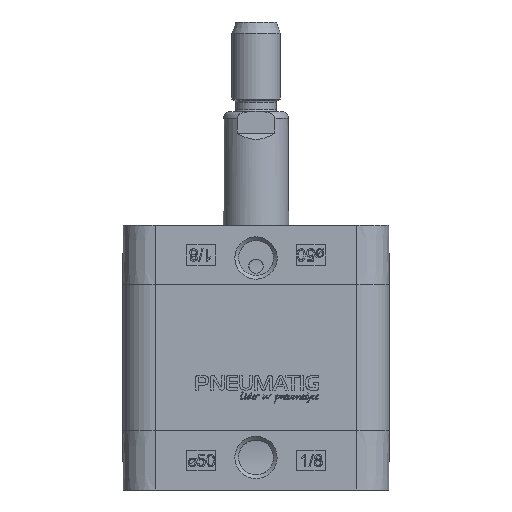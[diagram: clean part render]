
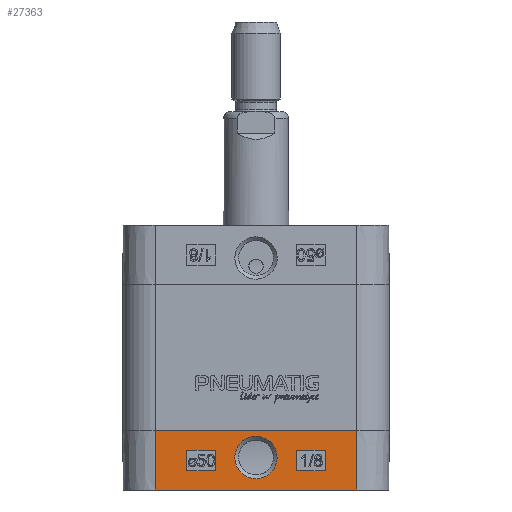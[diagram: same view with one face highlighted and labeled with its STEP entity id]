
A CAD part, left-side view. The second image highlights one B-rep face of the part: STEP entity #27363.
In plain terms, the highlighted planar face has unit normal (-1, 0, -0.009).
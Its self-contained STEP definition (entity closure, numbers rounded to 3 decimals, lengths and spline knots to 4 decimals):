
#343=FACE_BOUND($,#4659,.T.);
#344=FACE_BOUND($,#4660,.T.);
#345=FACE_BOUND($,#4661,.T.);
#1460=PLANE($,#28658);
#2938=FACE_OUTER_BOUND($,#4658,.T.);
#4658=EDGE_LOOP($,(#24751,#24752,#24753,#24754));
#4659=EDGE_LOOP($,(#24755,#24756,#24757,#24758));
#4660=EDGE_LOOP($,(#24759,#24760,#24761,#24762));
#4661=EDGE_LOOP($,(#24763));
#6431=LINE($,#53652,#8434);
#6522=LINE($,#53967,#8525);
#6693=LINE($,#55265,#8696);
#6695=LINE($,#55269,#8698);
#6697=LINE($,#55273,#8700);
#6699=LINE($,#55276,#8702);
#6701=LINE($,#55282,#8704);
#6703=LINE($,#55286,#8706);
#6705=LINE($,#55290,#8708);
#6707=LINE($,#55293,#8710);
#6709=LINE($,#55429,#8712);
#6710=LINE($,#55430,#8713);
#8434=VECTOR($,#32366,4.95);
#8525=VECTOR($,#32667,4.95);
#8696=VECTOR($,#32990,0.5);
#8698=VECTOR($,#32994,0.7);
#8700=VECTOR($,#32998,0.5);
#8702=VECTOR($,#33002,0.7);
#8704=VECTOR($,#33008,0.5);
#8706=VECTOR($,#33012,0.7);
#8708=VECTOR($,#33016,0.5);
#8710=VECTOR($,#33020,0.7);
#8712=VECTOR($,#33028,1.4501);
#8713=VECTOR($,#33029,1.4501);
#10325=B_SPLINE_CURVE_WITH_KNOTS($,3,(#55384,#55385,#55386,#55387,#55388,
#55389,#55390,#55391,#55392,#55393,#55394,#55395,#55396,#55397,#55398,#55399,
#55400,#55401,#55402,#55403,#55404,#55405,#55406,#55407,#55408,#55409,#55410,
#55411,#55412,#55413,#55414,#55415,#55416,#55417,#55418,#55419,#55420,#55421,
#55422,#55423,#55424,#55425,#55426),.UNSPECIFIED.,.T.,.F.,(4,3,3,3,3,3,
3,3,3,3,3,3,3,3,4),(0.,0.2329,0.5252,0.8309,
1.2383,1.4359,1.8322,1.9159,2.1898,
2.5394,2.9322,3.1203,3.4816,3.5849,
3.8177),.UNSPECIFIED.);
#12655=VERTEX_POINT($,#53649);
#12656=VERTEX_POINT($,#53651);
#12774=VERTEX_POINT($,#53964);
#12775=VERTEX_POINT($,#53966);
#13013=VERTEX_POINT($,#55262);
#13014=VERTEX_POINT($,#55264);
#13015=VERTEX_POINT($,#55268);
#13016=VERTEX_POINT($,#55272);
#13017=VERTEX_POINT($,#55279);
#13018=VERTEX_POINT($,#55281);
#13019=VERTEX_POINT($,#55285);
#13020=VERTEX_POINT($,#55289);
#13021=VERTEX_POINT($,#55335);
#16485=EDGE_CURVE($,#12656,#12655,#6431,.T.);
#16628=EDGE_CURVE($,#12775,#12774,#6522,.T.);
#16945=EDGE_CURVE($,#13014,#13013,#6693,.T.);
#16947=EDGE_CURVE($,#13015,#13014,#6695,.T.);
#16949=EDGE_CURVE($,#13016,#13015,#6697,.T.);
#16951=EDGE_CURVE($,#13013,#13016,#6699,.T.);
#16953=EDGE_CURVE($,#13018,#13017,#6701,.T.);
#16955=EDGE_CURVE($,#13019,#13018,#6703,.T.);
#16957=EDGE_CURVE($,#13020,#13019,#6705,.T.);
#16959=EDGE_CURVE($,#13017,#13020,#6707,.T.);
#16962=EDGE_CURVE($,#13021,#13021,#10325,.T.);
#16963=EDGE_CURVE($,#12775,#12655,#6709,.T.);
#16964=EDGE_CURVE($,#12774,#12656,#6710,.T.);
#24751=ORIENTED_EDGE($,*,*,#16485,.T.);
#24752=ORIENTED_EDGE($,*,*,#16963,.F.);
#24753=ORIENTED_EDGE($,*,*,#16628,.T.);
#24754=ORIENTED_EDGE($,*,*,#16964,.T.);
#24755=ORIENTED_EDGE($,*,*,#16945,.T.);
#24756=ORIENTED_EDGE($,*,*,#16951,.T.);
#24757=ORIENTED_EDGE($,*,*,#16949,.T.);
#24758=ORIENTED_EDGE($,*,*,#16947,.T.);
#24759=ORIENTED_EDGE($,*,*,#16953,.T.);
#24760=ORIENTED_EDGE($,*,*,#16959,.T.);
#24761=ORIENTED_EDGE($,*,*,#16957,.T.);
#24762=ORIENTED_EDGE($,*,*,#16955,.T.);
#24763=ORIENTED_EDGE($,*,*,#16962,.F.);
#27363=ADVANCED_FACE($,(#2938,#343,#344,#345),#1460,.T.);
#28658=AXIS2_PLACEMENT_3D($,#55428,#33026,#33027);
#32366=DIRECTION($,(0.,-1.,0.));
#32667=DIRECTION($,(0.,1.,0.));
#32990=DIRECTION($,(-0.009,0.,1.));
#32994=DIRECTION($,(0.,1.,0.));
#32998=DIRECTION($,(0.009,0.,-1.));
#33002=DIRECTION($,(0.,-1.,0.));
#33008=DIRECTION($,(-0.009,0.,1.));
#33012=DIRECTION($,(0.,1.,0.));
#33016=DIRECTION($,(0.009,0.,-1.));
#33020=DIRECTION($,(0.,-1.,0.));
#33026=DIRECTION('center_axis',(-1.,0.,-0.009));
#33027=DIRECTION('ref_axis',(-0.009,0.,
1.));
#33028=DIRECTION($,(0.009,0.,-1.));
#33029=DIRECTION($,(0.009,0.,-1.));
#53649=CARTESIAN_POINT('',(-3.2623,-2.475,-5.));
#53651=CARTESIAN_POINT('',(-3.2623,2.475,-5.));
#53652=CARTESIAN_POINT($,(-3.2623,2.475,-5.));
#53964=CARTESIAN_POINT('',(-3.275,2.475,-3.55));
#53966=CARTESIAN_POINT('',(-3.275,-2.475,-3.55));
#53967=CARTESIAN_POINT($,(-3.275,-2.475,-3.55));
#55262=CARTESIAN_POINT('',(-3.2709,-1.,-4.025));
#55264=CARTESIAN_POINT('',(-3.2665,-1.,-4.525));
#55265=CARTESIAN_POINT($,(-3.2665,-1.,-4.525));
#55268=CARTESIAN_POINT('',(-3.2665,-1.7,-4.525));
#55269=CARTESIAN_POINT($,(-3.2665,-1.7,-4.525));
#55272=CARTESIAN_POINT('',(-3.2709,-1.7,-4.025));
#55273=CARTESIAN_POINT($,(-3.2709,-1.7,-4.025));
#55276=CARTESIAN_POINT($,(-3.2709,-1.,-4.025));
#55279=CARTESIAN_POINT('',(-3.2709,1.7,-4.025));
#55281=CARTESIAN_POINT('',(-3.2665,1.7,-4.525));
#55282=CARTESIAN_POINT($,(-3.2665,1.7,-4.525));
#55285=CARTESIAN_POINT('',(-3.2665,1.,-4.525));
#55286=CARTESIAN_POINT($,(-3.2665,1.,-4.525));
#55289=CARTESIAN_POINT('',(-3.2709,1.,-4.025));
#55290=CARTESIAN_POINT($,(-3.2709,1.,-4.025));
#55293=CARTESIAN_POINT($,(-3.2709,1.7,-4.025));
#55335=CARTESIAN_POINT('',(-3.2739,-0.0001,-3.6813));
#55384=CARTESIAN_POINT('Ctrl Pts',(-3.2648,-0.0003,
-4.7194));
#55385=CARTESIAN_POINT('Ctrl Pts',(-3.2648,-0.0779,
-4.7195));
#55386=CARTESIAN_POINT('Ctrl Pts',(-3.2649,-0.1577,
-4.7019));
#55387=CARTESIAN_POINT('Ctrl Pts',(-3.2652,-0.2256,
-4.6693));
#55388=CARTESIAN_POINT('Ctrl Pts',(-3.2656,-0.3108,
-4.6282));
#55389=CARTESIAN_POINT('Ctrl Pts',(-3.266,-0.3647,
-4.5767));
#55390=CARTESIAN_POINT('Ctrl Pts',(-3.2665,-0.4093,
-4.5193));
#55391=CARTESIAN_POINT('Ctrl Pts',(-3.2671,-0.4559,
-4.4592));
#55392=CARTESIAN_POINT('Ctrl Pts',(-3.2677,-0.4898,
-4.3891));
#55393=CARTESIAN_POINT('Ctrl Pts',(-3.2683,-0.5064,
-4.3164));
#55394=CARTESIAN_POINT('Ctrl Pts',(-3.2692,-0.5285,
-4.2195));
#55395=CARTESIAN_POINT('Ctrl Pts',(-3.2701,-0.5209,-4.1141));
#55396=CARTESIAN_POINT('Ctrl Pts',(-3.2709,-0.486,
-4.0191));
#55397=CARTESIAN_POINT('Ctrl Pts',(-3.2713,-0.4691,
-3.9729));
#55398=CARTESIAN_POINT('Ctrl Pts',(-3.2717,-0.4445,
-3.9243));
#55399=CARTESIAN_POINT('Ctrl Pts',(-3.2721,-0.4066,
-3.8768));
#55400=CARTESIAN_POINT('Ctrl Pts',(-3.273,-0.3305,
-3.7814));
#55401=CARTESIAN_POINT('Ctrl Pts',(-3.2736,-0.2075,
-3.7086));
#55402=CARTESIAN_POINT('Ctrl Pts',(-3.2738,-0.0803,
-3.6879));
#55403=CARTESIAN_POINT('Ctrl Pts',(-3.2738,-0.0535,
-3.6835));
#55404=CARTESIAN_POINT('Ctrl Pts',(-3.2739,-0.0266,
-3.6813));
#55405=CARTESIAN_POINT('Ctrl Pts',(-3.2739,-0.0001,
-3.6813));
#55406=CARTESIAN_POINT('Ctrl Pts',(-3.2739,0.0867,
-3.6813));
#55407=CARTESIAN_POINT('Ctrl Pts',(-3.2737,0.1533,
-3.7014));
#55408=CARTESIAN_POINT('Ctrl Pts',(-3.2734,0.2118,
-3.7276));
#55409=CARTESIAN_POINT('Ctrl Pts',(-3.2732,0.2864,-3.7611));
#55410=CARTESIAN_POINT('Ctrl Pts',(-3.2727,0.3536,
-3.811));
#55411=CARTESIAN_POINT('Ctrl Pts',(-3.2721,0.4062,
-3.8769));
#55412=CARTESIAN_POINT('Ctrl Pts',(-3.2715,0.4654,-3.951));
#55413=CARTESIAN_POINT('Ctrl Pts',(-3.2706,0.5075,
-4.0519));
#55414=CARTESIAN_POINT('Ctrl Pts',(-3.2697,0.5172,-4.156));
#55415=CARTESIAN_POINT('Ctrl Pts',(-3.2693,0.5218,
-4.2059));
#55416=CARTESIAN_POINT('Ctrl Pts',(-3.2688,0.5203,
-4.2585));
#55417=CARTESIAN_POINT('Ctrl Pts',(-3.2683,0.507,
-4.3164));
#55418=CARTESIAN_POINT('Ctrl Pts',(-3.2673,0.4816,
-4.4276));
#55419=CARTESIAN_POINT('Ctrl Pts',(-3.2664,0.4101,
-4.5402));
#55420=CARTESIAN_POINT('Ctrl Pts',(-3.2657,0.3138,
-4.6141));
#55421=CARTESIAN_POINT('Ctrl Pts',(-3.2655,0.2862,
-4.6353));
#55422=CARTESIAN_POINT('Ctrl Pts',(-3.2654,0.2566,
-4.6537));
#55423=CARTESIAN_POINT('Ctrl Pts',(-3.2652,0.2254,
-4.6687));
#55424=CARTESIAN_POINT('Ctrl Pts',(-3.2649,0.155,
-4.7027));
#55425=CARTESIAN_POINT('Ctrl Pts',(-3.2648,0.0773,
-4.7193));
#55426=CARTESIAN_POINT('Ctrl Pts',(-3.2648,-0.0003,
-4.7194));
#55428=CARTESIAN_POINT('Origin',(-3.275,0.,-3.55));
#55429=CARTESIAN_POINT($,(-3.275,-2.475,-3.55));
#55430=CARTESIAN_POINT($,(-3.275,2.475,-3.55));
